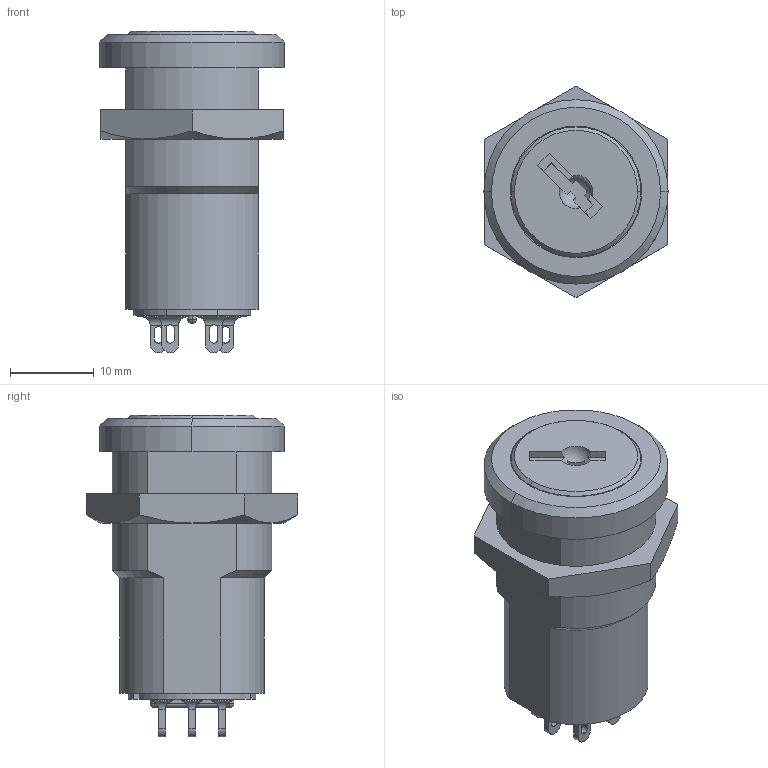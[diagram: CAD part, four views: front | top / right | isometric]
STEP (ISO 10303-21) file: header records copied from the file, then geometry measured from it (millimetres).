
FILE_DESCRIPTION (( 'STEP AP203' ), '1' );
FILE_NAME ('S-42-90-EF-2.STEP', '2021-05-26T04:25:35', ( '' ), ( '' ), 'SwSTEP 2.0', 'SolidWorks 2018', '' );
FILE_SCHEMA (( 'CONFIG_CONTROL_DESIGN' ));
Length unit declared in the file: millimetre
Products named in the file (4): S-42-90-EF-2_switch_; S-42-90-EF-2; S-42-90-EF-2_body_; S-42-90-EF-2_nut_
Assembly tree (3 placements, depth 2):
  S-42-90-EF-2
    S-42-90-EF-2_body_
    S-42-90-EF-2_nut_
    S-42-90-EF-2_switch_
Bounding box: 22 x 25.2 x 38.4 mm (x, y, z)
Volume: 8944 mm3; surface area: 4848.6 mm2
Topology: 3 solids, 3 shells, 221 faces, 641 edges, 420 vertices
Faces by surface type: plane 107, cylinder 100, cone 8, sphere 6
Entity records: 8033 total; most frequent: CARTESIAN_POINT 1802, ORIENTED_EDGE 1266, DIRECTION 1199, EDGE_CURVE 633, AXIS2_PLACEMENT_3D 435, VERTEX_POINT 418, LINE 329, VECTOR 329
